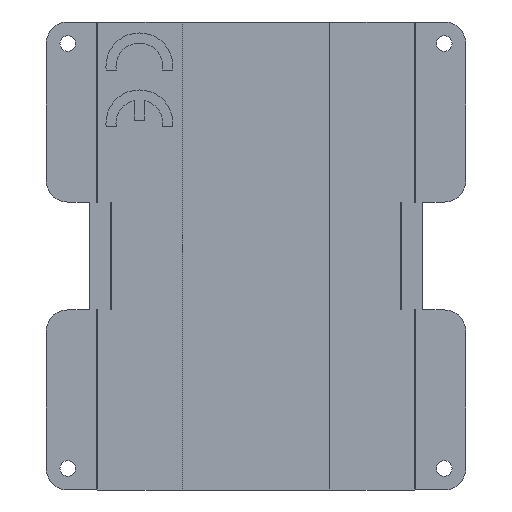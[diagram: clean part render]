
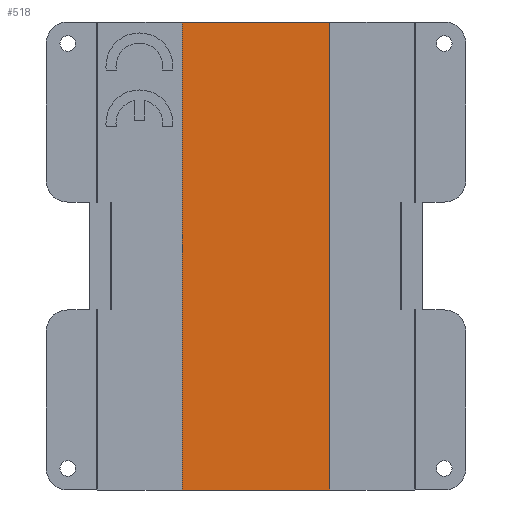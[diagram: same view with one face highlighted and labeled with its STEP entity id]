
A CAD part, front view. The second image highlights one B-rep face of the part: STEP entity #518.
In plain terms, the highlighted planar face has unit normal (0, -1, 0).
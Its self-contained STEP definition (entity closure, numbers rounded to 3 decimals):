
#131 = EDGE_CURVE ( 'NONE', #1574, #486, #4124, .T. ) ;
#160 = DIRECTION ( 'NONE',  ( -1., 0., 0. ) ) ;
#224 = VECTOR ( 'NONE', #4100, 1000. ) ;
#235 = EDGE_CURVE ( 'NONE', #1574, #3794, #4457, .T. ) ;
#249 = EDGE_LOOP ( 'NONE', ( #1251, #2265, #2168, #1131 ) ) ;
#269 = CARTESIAN_POINT ( 'NONE',  ( 51.268, 34.889, 88.232 ) ) ;
#296 = VECTOR ( 'NONE', #4038, 1000. ) ;
#486 = VERTEX_POINT ( 'NONE', #2929 ) ;
#518 = ADVANCED_FACE ( 'NONE', ( #624 ), #3521, .F. ) ;
#624 = FACE_OUTER_BOUND ( 'NONE', #249, .T. ) ;
#856 = CARTESIAN_POINT ( 'NONE',  ( 10.948, 34.889, 3.652 ) ) ;
#893 = CARTESIAN_POINT ( 'NONE',  ( 51.268, 34.889, 90.482 ) ) ;
#1131 = ORIENTED_EDGE ( 'NONE', *, *, #2632, .F. ) ;
#1251 = ORIENTED_EDGE ( 'NONE', *, *, #235, .F. ) ;
#1288 = EDGE_CURVE ( 'NONE', #486, #3336, #2592, .T. ) ;
#1574 = VERTEX_POINT ( 'NONE', #4536 ) ;
#1898 = CARTESIAN_POINT ( 'NONE',  ( 51.268, 34.889, 3.652 ) ) ;
#2168 = ORIENTED_EDGE ( 'NONE', *, *, #1288, .T. ) ;
#2265 = ORIENTED_EDGE ( 'NONE', *, *, #131, .T. ) ;
#2375 = DIRECTION ( 'NONE',  ( 0., 0., 1. ) ) ;
#2553 = DIRECTION ( 'NONE',  ( -1., 0., 0. ) ) ;
#2592 = LINE ( 'NONE', #4015, #296 ) ;
#2632 = EDGE_CURVE ( 'NONE', #3794, #3336, #3594, .T. ) ;
#2657 = CARTESIAN_POINT ( 'NONE',  ( 38.248, 34.889, 88.232 ) ) ;
#2929 = CARTESIAN_POINT ( 'NONE',  ( 10.948, 34.889, 90.482 ) ) ;
#2938 = AXIS2_PLACEMENT_3D ( 'NONE', #269, #4563, #2375 ) ;
#3336 = VERTEX_POINT ( 'NONE', #856 ) ;
#3521 = PLANE ( 'NONE',  #2938 ) ;
#3594 = LINE ( 'NONE', #1898, #4635 ) ;
#3794 = VERTEX_POINT ( 'NONE', #4164 ) ;
#4015 = CARTESIAN_POINT ( 'NONE',  ( 10.948, 34.889, 88.232 ) ) ;
#4038 = DIRECTION ( 'NONE',  ( 0., 0., -1. ) ) ;
#4100 = DIRECTION ( 'NONE',  ( 0., 0., -1. ) ) ;
#4124 = LINE ( 'NONE', #893, #4293 ) ;
#4164 = CARTESIAN_POINT ( 'NONE',  ( 38.248, 34.889, 3.652 ) ) ;
#4293 = VECTOR ( 'NONE', #160, 1000. ) ;
#4457 = LINE ( 'NONE', #2657, #224 ) ;
#4536 = CARTESIAN_POINT ( 'NONE',  ( 38.248, 34.889, 90.482 ) ) ;
#4563 = DIRECTION ( 'NONE',  ( 0., 1., 0. ) ) ;
#4635 = VECTOR ( 'NONE', #2553, 1000. ) ;
